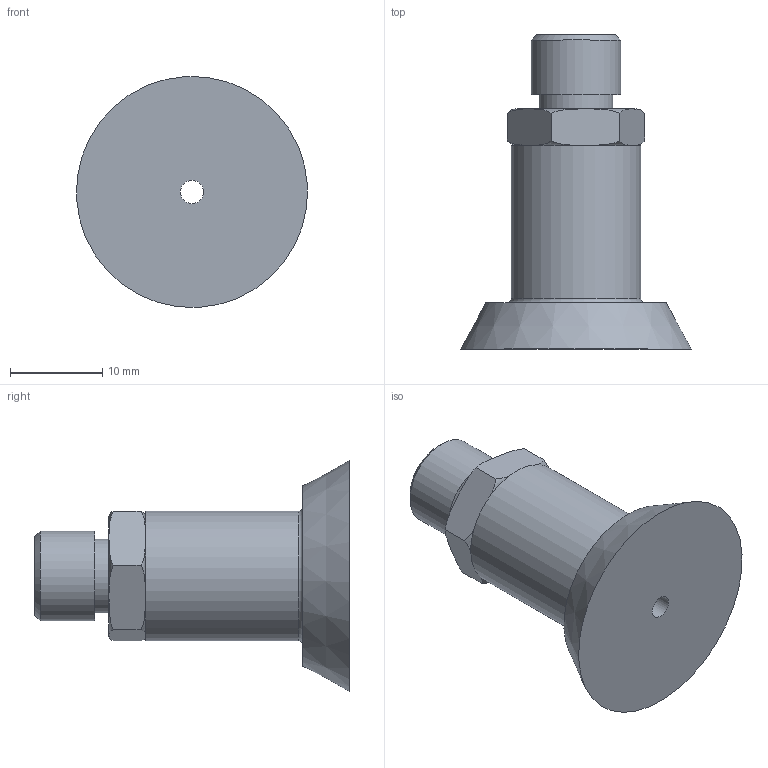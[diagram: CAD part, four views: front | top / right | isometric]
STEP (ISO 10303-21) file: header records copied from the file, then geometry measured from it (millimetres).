
FILE_DESCRIPTION(/* description */ (''),/* implementation_level */ '2;1');
FILE_NAME(/* name */ 'vo26cn_rac15r1-8m.stp',/* time_stamp */ '2020-10-30T08:42:54+01:00',/* author */ ('enginyeria'),/* organization */ (''),/* preprocessor_version */ 'ST-DEVELOPER v17.2',/* originating_system */ 'Autodesk Inventor 2019',/* authorisation */ '');
FILE_SCHEMA (('CONFIG_CONTROL_DESIGN'));
Length unit declared in the file: millimetre
Products named in the file (1): vo26cn_rac15r1-8m
Bounding box: 24.97 x 34 x 24.97 mm (x, y, z)
Volume: 5542.3 mm3; surface area: 2675.9 mm2
Topology: 1 solids, 1 shells, 22 faces, 58 edges, 42 vertices
Faces by surface type: plane 12, cylinder 4, cone 3, torus 3
Full cylindrical faces by diameter (mm): 2.5 x1, 8 x1, 9.73 x1, 14 x1
Entity records: 1071 total; most frequent: CARTESIAN_POINT 426, DIRECTION 121, ORIENTED_EDGE 116, EDGE_CURVE 58, AXIS2_PLACEMENT_3D 54, VERTEX_POINT 42, CIRCLE 31, EDGE_LOOP 28
